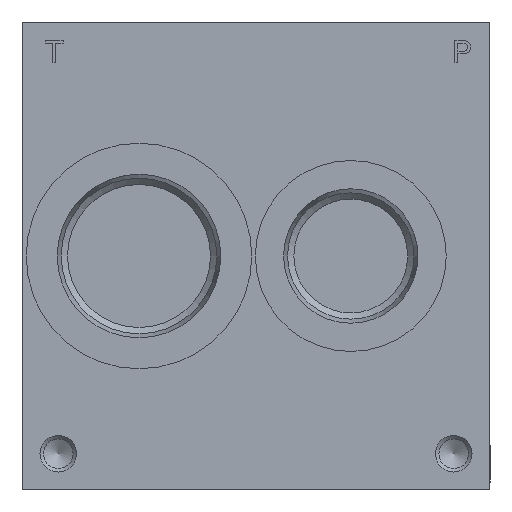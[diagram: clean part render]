
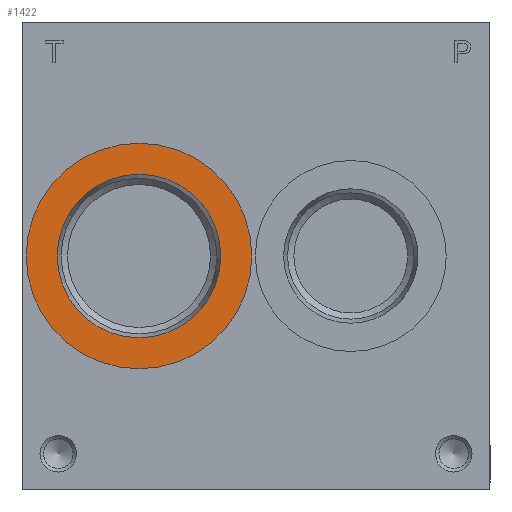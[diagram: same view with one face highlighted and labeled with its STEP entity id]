
A CAD part, left-side view. The second image highlights one B-rep face of the part: STEP entity #1422.
In plain terms, the highlighted planar face has unit normal (-1, 0, 0).
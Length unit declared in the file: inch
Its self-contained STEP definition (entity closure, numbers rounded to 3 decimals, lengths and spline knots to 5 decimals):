
#1422 = ADVANCED_FACE( '', ( #3220, #3221 ), #3222, .T. );
#3220 = FACE_BOUND( '', #5424, .T. );
#3221 = FACE_OUTER_BOUND( '', #5425, .T. );
#3222 = PLANE( '', #5426 );
#5424 = EDGE_LOOP( '', ( #9204 ) );
#5425 = EDGE_LOOP( '', ( #9205 ) );
#5426 = AXIS2_PLACEMENT_3D( '', #9206, #9207, #9208 );
#9204 = ORIENTED_EDGE( '', *, *, #12620, .T. );
#9205 = ORIENTED_EDGE( '', *, *, #11844, .F. );
#9206 = CARTESIAN_POINT( '', ( 0.031, 3.964, 2. ) );
#9207 = DIRECTION( '', ( -1., 0., 0. ) );
#9208 = DIRECTION( '', ( 0., 0., 1. ) );
#11844 = EDGE_CURVE( '', #14116, #14116, #14117, .T. );
#12620 = EDGE_CURVE( '', #15251, #15251, #15252, .T. );
#14116 = VERTEX_POINT( '', #17128 );
#14117 = CIRCLE( '', #17129, 0.964 );
#15251 = VERTEX_POINT( '', #18624 );
#15252 = CIRCLE( '', #18625, 0.699 );
#17128 = CARTESIAN_POINT( '', ( 0.031, 3., 1.036 ) );
#17129 = AXIS2_PLACEMENT_3D( '', #20124, #20125, #20126 );
#18624 = CARTESIAN_POINT( '', ( 0.031, 3., 1.301 ) );
#18625 = AXIS2_PLACEMENT_3D( '', #20962, #20963, #20964 );
#20124 = CARTESIAN_POINT( '', ( 0.031, 3., 2. ) );
#20125 = DIRECTION( '', ( 1., 0., 0. ) );
#20126 = DIRECTION( '', ( 0., 0., -1. ) );
#20962 = CARTESIAN_POINT( '', ( 0.031, 3., 2. ) );
#20963 = DIRECTION( '', ( 1., 0., 0. ) );
#20964 = DIRECTION( '', ( 0., 0., -1. ) );
